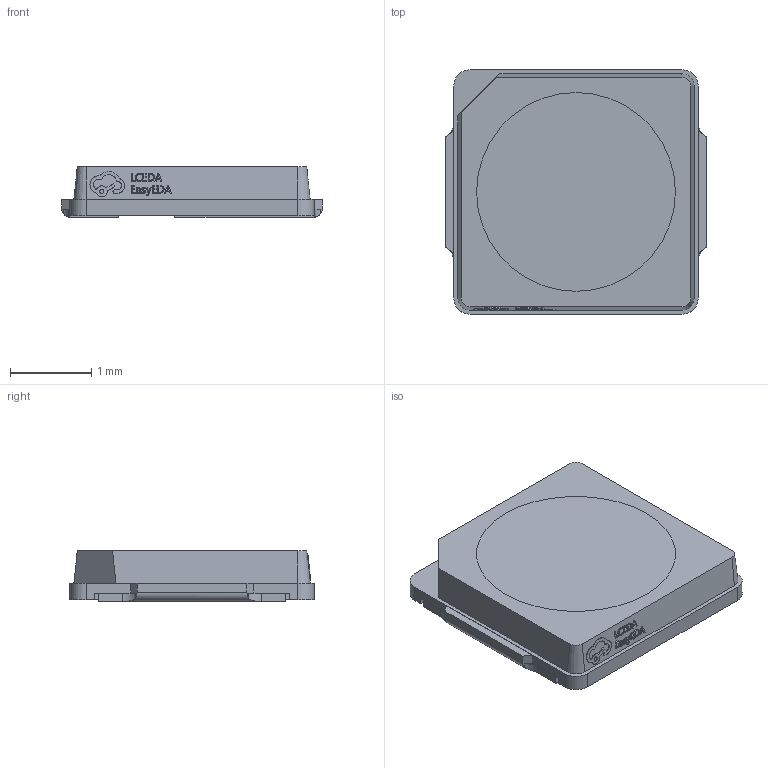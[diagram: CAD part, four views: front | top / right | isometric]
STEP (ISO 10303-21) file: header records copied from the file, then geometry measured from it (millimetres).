
FILE_DESCRIPTION (( 'STEP AP214' ), '1' );
FILE_NAME ('LED-SMD_L3.0-W3.0_XL-3030UWC-1W-3V.STEP', '2024-06-23T06:25:15', ( '' ), ( '' ), 'SwSTEP 2.0', 'SolidWorks 2020', '' );
FILE_SCHEMA (( 'AUTOMOTIVE_DESIGN' ));
Length unit declared in the file: millimetre
Products named in the file (1): LED-SMD_L3.0-W3.0_XL-3030UWC-1W-3V
Bounding box: 3.2 x 3 x 0.62 mm (x, y, z)
Volume: 5.1 mm3; surface area: 51.3 mm2
Topology: 4 solids, 4 shells, 288 faces, 777 edges, 518 vertices
Faces by surface type: plane 173, bspline 98, cylinder 10, cone 7
Entity records: 12711 total; most frequent: CARTESIAN_POINT 2942, ORIENTED_EDGE 1554, DIRECTION 981, EDGE_CURVE 777, VECTOR 539, LINE 539, VERTEX_POINT 518, EDGE_LOOP 309
